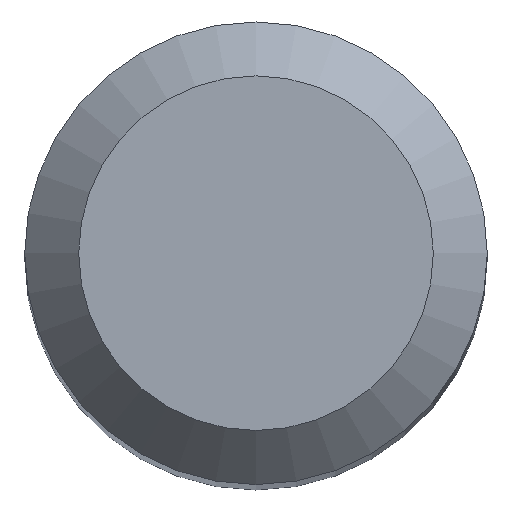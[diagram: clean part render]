
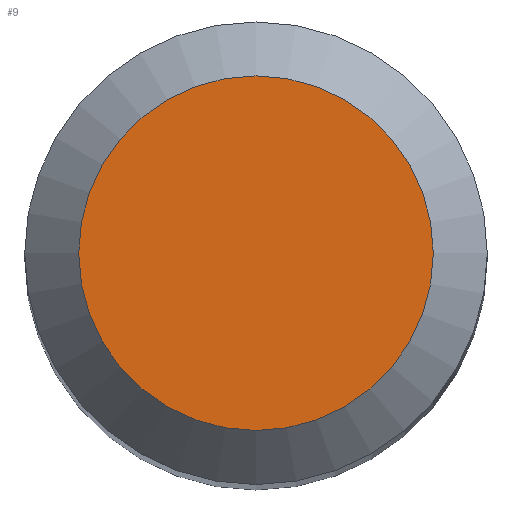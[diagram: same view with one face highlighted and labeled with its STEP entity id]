
A CAD part, top view. The second image highlights one B-rep face of the part: STEP entity #9.
In plain terms, the highlighted planar face has unit normal (0, 0, 1).
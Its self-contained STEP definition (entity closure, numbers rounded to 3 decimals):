
#9 = ADVANCED_FACE ( 'NONE', ( #177 ), #89, .F. ) ;
#30 = DIRECTION ( 'NONE',  ( 0., 0., -1. ) ) ;
#39 = CIRCLE ( 'NONE', #115, 2.3 ) ;
#42 = EDGE_CURVE ( 'NONE', #60, #60, #39, .T. ) ;
#52 = DIRECTION ( 'NONE',  ( 0., 1., 0. ) ) ;
#60 = VERTEX_POINT ( 'NONE', #143 ) ;
#68 = ORIENTED_EDGE ( 'NONE', *, *, #42, .F. ) ;
#89 = PLANE ( 'NONE',  #259 ) ;
#96 = CARTESIAN_POINT ( 'NONE',  ( 0., 0., 79. ) ) ;
#112 = EDGE_LOOP ( 'NONE', ( #68 ) ) ;
#115 = AXIS2_PLACEMENT_3D ( 'NONE', #178, #30, #52 ) ;
#118 = DIRECTION ( 'NONE',  ( 0., 0., -1. ) ) ;
#143 = CARTESIAN_POINT ( 'NONE',  ( 0., 2.3, 79. ) ) ;
#177 = FACE_OUTER_BOUND ( 'NONE', #112, .T. ) ;
#178 = CARTESIAN_POINT ( 'NONE',  ( 0., 0., 79. ) ) ;
#231 = DIRECTION ( 'NONE',  ( 0., 1., 0. ) ) ;
#259 = AXIS2_PLACEMENT_3D ( 'NONE', #96, #118, #231 ) ;
